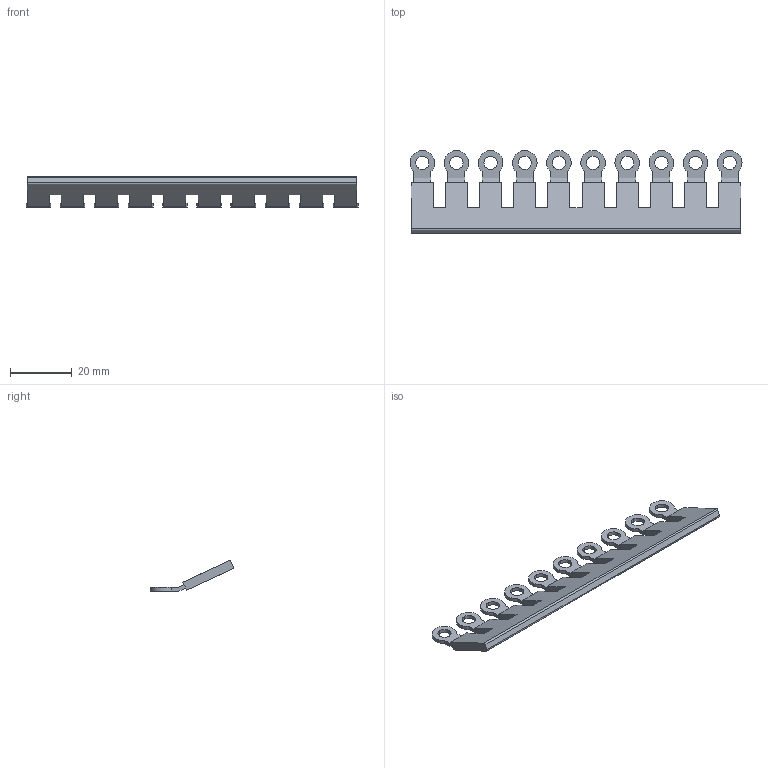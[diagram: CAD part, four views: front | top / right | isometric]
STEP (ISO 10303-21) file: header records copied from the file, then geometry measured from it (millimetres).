
FILE_DESCRIPTION(('Creo Elements/Direct Modeling STEP Export'),'2;1');
FILE_NAME('model.stp','2018-01-19T 0:48:48',(''),(''),'Creo Elements/Direct Modeling STEP processor for AP214 (Solid Model)','Creo Elements/Direct Modeling 18.1I 14-Aug-2016 (C) Parametric Technology GmbH','');
FILE_SCHEMA(('AUTOMOTIVE_DESIGN { 1 0 10303 214 1 1 1 1 }'));
Length unit declared in the file: millimetre
Products named in the file (2): EB_10_OTTA_6-select
Assembly tree (1 placements, depth 2):
  EB_10_OTTA_6-select
    EB_10_OTTA_6-select
Bounding box: 107.89 x 26.98 x 9.87 mm (x, y, z)
Volume: 4936 mm3; surface area: 5675.4 mm2
Topology: 1 solids, 1 shells, 134 faces, 366 edges, 244 vertices
Faces by surface type: plane 102, cylinder 32
Entity records: 5256 total; most frequent: ORIENTED_EDGE 732, CARTESIAN_POINT 723, DIRECTION 656, EDGE_CURVE 366, VECTOR 302, LINE 302, VERTEX_POINT 244, AXIS2_PLACEMENT_3D 177
